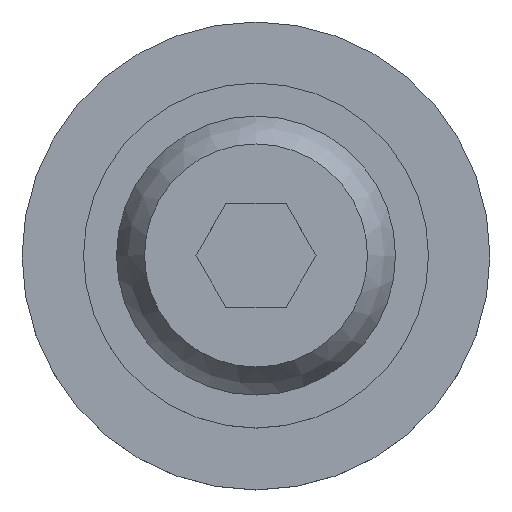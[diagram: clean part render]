
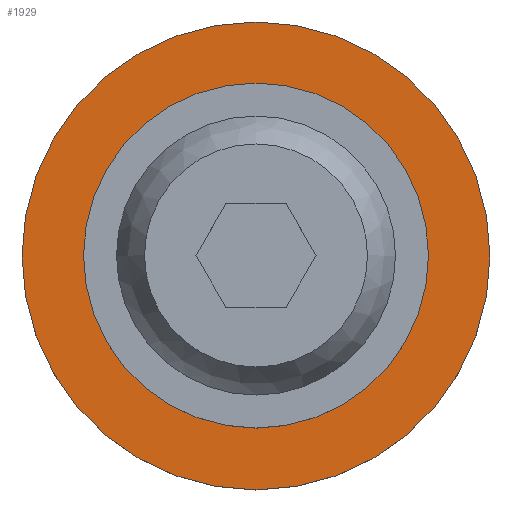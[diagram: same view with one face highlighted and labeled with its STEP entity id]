
A CAD part, top view. The second image highlights one B-rep face of the part: STEP entity #1929.
In plain terms, the highlighted face is planar.
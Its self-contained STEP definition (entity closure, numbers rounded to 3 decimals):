
#133=FACE_BOUND('',#475,.T.);
#248=CIRCLE('',#2149,3.2);
#250=CIRCLE('',#2152,9.);
#352=FACE_OUTER_BOUND('',#474,.T.);
#474=EDGE_LOOP('',(#1738));
#475=EDGE_LOOP('',(#1739));
#951=VERTEX_POINT('',#3300);
#953=VERTEX_POINT('',#3305);
#1217=EDGE_CURVE('',#951,#951,#248,.T.);
#1219=EDGE_CURVE('',#953,#953,#250,.T.);
#1738=ORIENTED_EDGE('',*,*,#1219,.T.);
#1739=ORIENTED_EDGE('',*,*,#1217,.T.);
#1826=PLANE('',#2154);
#1929=ADVANCED_FACE('',(#352,#133),#1826,.T.);
#2149=AXIS2_PLACEMENT_3D('',#3301,#2723,#2724);
#2152=AXIS2_PLACEMENT_3D('',#3306,#2729,#2730);
#2154=AXIS2_PLACEMENT_3D('',#3308,#2733,#2734);
#2723=DIRECTION('center_axis',(1.,0.,0.));
#2724=DIRECTION('ref_axis',(0.,-1.,0.));
#2729=DIRECTION('center_axis',(-1.,0.,0.));
#2730=DIRECTION('ref_axis',(0.,-1.,0.));
#2733=DIRECTION('center_axis',(-1.,0.,0.));
#2734=DIRECTION('ref_axis',(0.,0.,1.));
#3300=CARTESIAN_POINT('',(0.,3.2,0.));
#3301=CARTESIAN_POINT('Origin',(0.,0.,0.));
#3305=CARTESIAN_POINT('',(0.,9.,0.));
#3306=CARTESIAN_POINT('Origin',(0.,0.,0.));
#3308=CARTESIAN_POINT('Origin',(0.,0.,0.));
